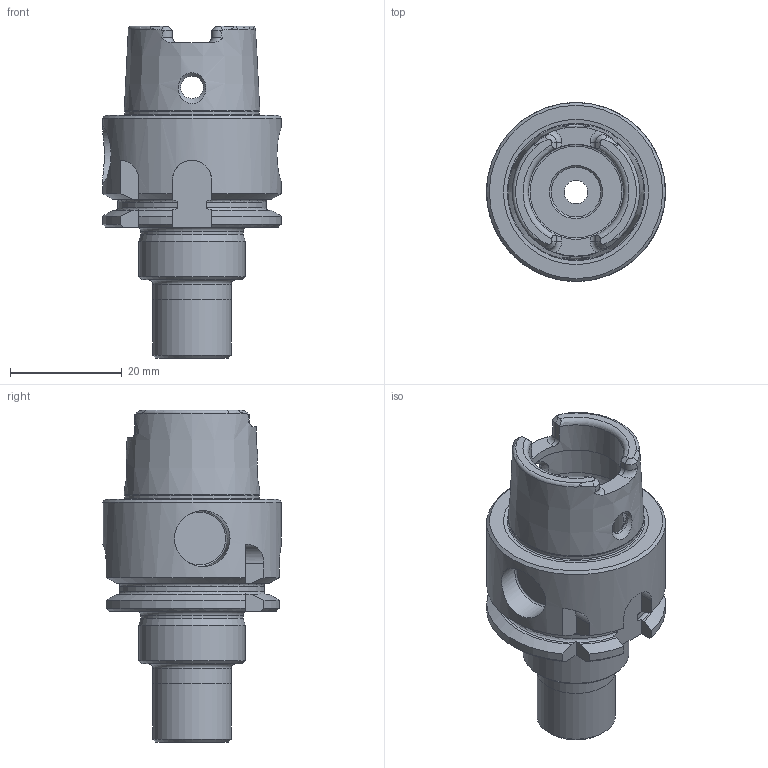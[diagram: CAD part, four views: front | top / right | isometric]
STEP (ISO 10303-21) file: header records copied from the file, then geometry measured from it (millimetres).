
FILE_DESCRIPTION(/* description */ (''),/* implementation_level */ '2;1');
FILE_NAME(/* name */ '253211110.stp',/* time_stamp */ '2021-01-08T12:41:08',/* author */ ('LRA'),/* organization */ ('REGO-FIX'),/* preprocessor_version */ ' Unknown',/* originating_system */ 'SIEMENS PLM Software Solid Edge ST10',/* authorization */ 'Unknown');
FILE_SCHEMA (('AUTOMOTIVE_DESIGN { 1 0 10303 214 2 1 1}'));
Length unit declared in the file: millimetre
Products named in the file (1): NOCUT
Bounding box: 32 x 32 x 59.4 mm (x, y, z)
Volume: 17380.4 mm3; surface area: 8606.2 mm2
Topology: 1 solids, 1 shells, 134 faces, 353 edges, 224 vertices
Faces by surface type: plane 47, cylinder 36, cone 29, torus 22
Full cylindrical faces by diameter (mm): 4 x2, 4.2 x1, 7.5 x1, 8.917 x1, 10 x2, 11 x1, 14 x2, 17 x2, 18.3 x1, 19 x1, 20.5 x1, 24.129 x1, 32 x1
Entity records: 5017 total; most frequent: CARTESIAN_POINT 1065, DIRECTION 608, ORIENTED_EDGE 586, EDGE_CURVE 293, AXIS2_PLACEMENT_3D 255, VERTEX_POINT 208, EDGE_LOOP 187, FACE_BOUND 187
